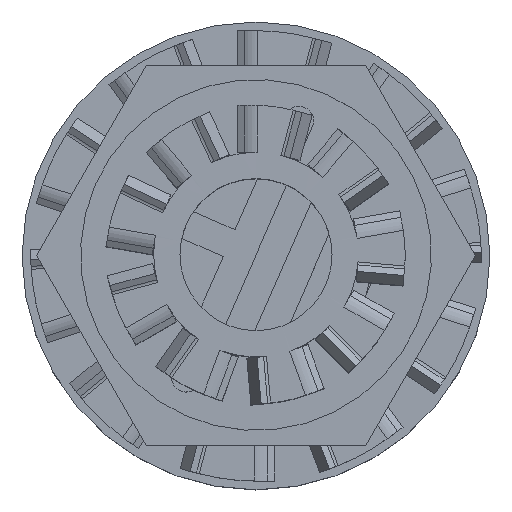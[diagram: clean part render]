
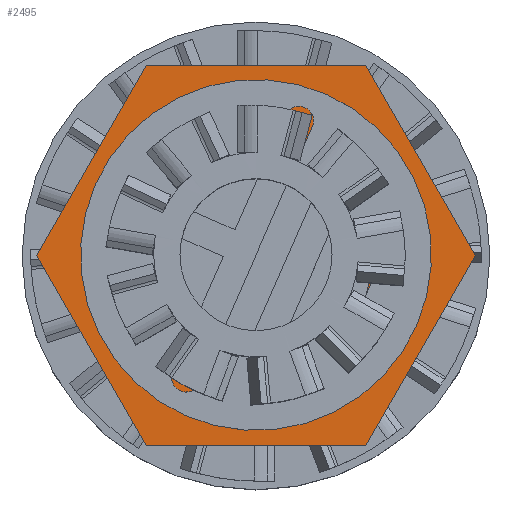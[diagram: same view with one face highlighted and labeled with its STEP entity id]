
A CAD part, top view. The second image highlights one B-rep face of the part: STEP entity #2495.
In plain terms, the highlighted planar face has unit normal (0, 0, 1).
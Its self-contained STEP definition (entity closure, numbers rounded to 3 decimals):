
#426 = VERTEX_POINT ( 'NONE', #13560 ) ;
#493 = VECTOR ( 'NONE', #4443, 1000. ) ;
#1056 = CARTESIAN_POINT ( 'NONE',  ( -3.753, 6.5, 6.5 ) ) ;
#1252 = AXIS2_PLACEMENT_3D ( 'NONE', #5607, #6687, #4762 ) ;
#1363 = DIRECTION ( 'NONE',  ( 0.5, -0.866, 0. ) ) ;
#1909 = VERTEX_POINT ( 'NONE', #8519 ) ;
#1920 = ORIENTED_EDGE ( 'NONE', *, *, #12407, .T. ) ;
#1939 = DIRECTION ( 'NONE',  ( 1., 0., 0. ) ) ;
#2319 = CARTESIAN_POINT ( 'NONE',  ( 7.506, 0., 6.5 ) ) ;
#2495 = ADVANCED_FACE ( 'NONE', ( #3779, #10467 ), #12996, .F. ) ;
#2590 = ORIENTED_EDGE ( 'NONE', *, *, #8377, .T. ) ;
#2597 = LINE ( 'NONE', #10620, #9756 ) ;
#2700 = CARTESIAN_POINT ( 'NONE',  ( -3.753, 6.5, 6.5 ) ) ;
#2891 = ORIENTED_EDGE ( 'NONE', *, *, #13771, .F. ) ;
#3032 = CARTESIAN_POINT ( 'NONE',  ( -3.753, -6.5, 6.5 ) ) ;
#3096 = AXIS2_PLACEMENT_3D ( 'NONE', #2319, #8870, #5604 ) ;
#3339 = LINE ( 'NONE', #5431, #493 ) ;
#3615 = ORIENTED_EDGE ( 'NONE', *, *, #12231, .F. ) ;
#3738 = VECTOR ( 'NONE', #1363, 1000. ) ;
#3779 = FACE_OUTER_BOUND ( 'NONE', #6462, .T. ) ;
#3841 = DIRECTION ( 'NONE',  ( 1., 0., 0. ) ) ;
#3975 = EDGE_CURVE ( 'NONE', #5068, #13217, #9413, .T. ) ;
#4348 = EDGE_LOOP ( 'NONE', ( #2891, #3615 ) ) ;
#4375 = AXIS2_PLACEMENT_3D ( 'NONE', #11447, #5027, #1939 ) ;
#4443 = DIRECTION ( 'NONE',  ( -1., 0., 0. ) ) ;
#4620 = EDGE_CURVE ( 'NONE', #10769, #5635, #12594, .T. ) ;
#4702 = VECTOR ( 'NONE', #10139, 1000. ) ;
#4762 = DIRECTION ( 'NONE',  ( 1., 0., 0. ) ) ;
#5027 = DIRECTION ( 'NONE',  ( 0., 0., 1. ) ) ;
#5068 = VERTEX_POINT ( 'NONE', #5306 ) ;
#5133 = ORIENTED_EDGE ( 'NONE', *, *, #3975, .T. ) ;
#5306 = CARTESIAN_POINT ( 'NONE',  ( 3.753, -6.5, 6.5 ) ) ;
#5408 = ORIENTED_EDGE ( 'NONE', *, *, #4620, .T. ) ;
#5431 = CARTESIAN_POINT ( 'NONE',  ( 3.753, 6.5, 6.5 ) ) ;
#5505 = ORIENTED_EDGE ( 'NONE', *, *, #12047, .T. ) ;
#5589 = VERTEX_POINT ( 'NONE', #1056 ) ;
#5604 = DIRECTION ( 'NONE',  ( -1., 0., 0. ) ) ;
#5607 = CARTESIAN_POINT ( 'NONE',  ( 0., 0., 6.5 ) ) ;
#5635 = VERTEX_POINT ( 'NONE', #3032 ) ;
#6032 = EDGE_CURVE ( 'NONE', #5589, #10769, #7717, .T. ) ;
#6298 = CARTESIAN_POINT ( 'NONE',  ( 3.753, -6.5, 6.5 ) ) ;
#6462 = EDGE_LOOP ( 'NONE', ( #5505, #2590, #8624, #5408, #1920, #5133 ) ) ;
#6687 = DIRECTION ( 'NONE',  ( 0., 0., 1. ) ) ;
#7362 = DIRECTION ( 'NONE',  ( 0.5, 0.866, 0. ) ) ;
#7535 = CARTESIAN_POINT ( 'NONE',  ( 3., 0., 6.5 ) ) ;
#7717 = LINE ( 'NONE', #2700, #4702 ) ;
#7737 = VECTOR ( 'NONE', #3841, 1000. ) ;
#8377 = EDGE_CURVE ( 'NONE', #426, #5589, #3339, .T. ) ;
#8519 = CARTESIAN_POINT ( 'NONE',  ( -3., 0., 6.5 ) ) ;
#8624 = ORIENTED_EDGE ( 'NONE', *, *, #6032, .T. ) ;
#8870 = DIRECTION ( 'NONE',  ( 0., 0., -1. ) ) ;
#9413 = LINE ( 'NONE', #6298, #11760 ) ;
#9628 = DIRECTION ( 'NONE',  ( -0.5, 0.866, 0. ) ) ;
#9643 = CIRCLE ( 'NONE', #4375, 3. ) ;
#9742 = LINE ( 'NONE', #12412, #7737 ) ;
#9756 = VECTOR ( 'NONE', #9628, 1000. ) ;
#10139 = DIRECTION ( 'NONE',  ( -0.5, -0.866, 0. ) ) ;
#10215 = CARTESIAN_POINT ( 'NONE',  ( 7.506, 0., 6.5 ) ) ;
#10467 = FACE_BOUND ( 'NONE', #4348, .T. ) ;
#10487 = CARTESIAN_POINT ( 'NONE',  ( -7.506, 0., 6.5 ) ) ;
#10620 = CARTESIAN_POINT ( 'NONE',  ( 7.506, 0., 6.5 ) ) ;
#10769 = VERTEX_POINT ( 'NONE', #10487 ) ;
#11447 = CARTESIAN_POINT ( 'NONE',  ( 0., 0., 6.5 ) ) ;
#11760 = VECTOR ( 'NONE', #7362, 1000. ) ;
#12001 = CARTESIAN_POINT ( 'NONE',  ( -7.506, 0., 6.5 ) ) ;
#12047 = EDGE_CURVE ( 'NONE', #13217, #426, #2597, .T. ) ;
#12231 = EDGE_CURVE ( 'NONE', #13429, #1909, #12938, .T. ) ;
#12407 = EDGE_CURVE ( 'NONE', #5635, #5068, #9742, .T. ) ;
#12412 = CARTESIAN_POINT ( 'NONE',  ( -3.753, -6.5, 6.5 ) ) ;
#12594 = LINE ( 'NONE', #12001, #3738 ) ;
#12938 = CIRCLE ( 'NONE', #1252, 3. ) ;
#12996 = PLANE ( 'NONE',  #3096 ) ;
#13217 = VERTEX_POINT ( 'NONE', #10215 ) ;
#13429 = VERTEX_POINT ( 'NONE', #7535 ) ;
#13560 = CARTESIAN_POINT ( 'NONE',  ( 3.753, 6.5, 6.5 ) ) ;
#13771 = EDGE_CURVE ( 'NONE', #1909, #13429, #9643, .T. ) ;
